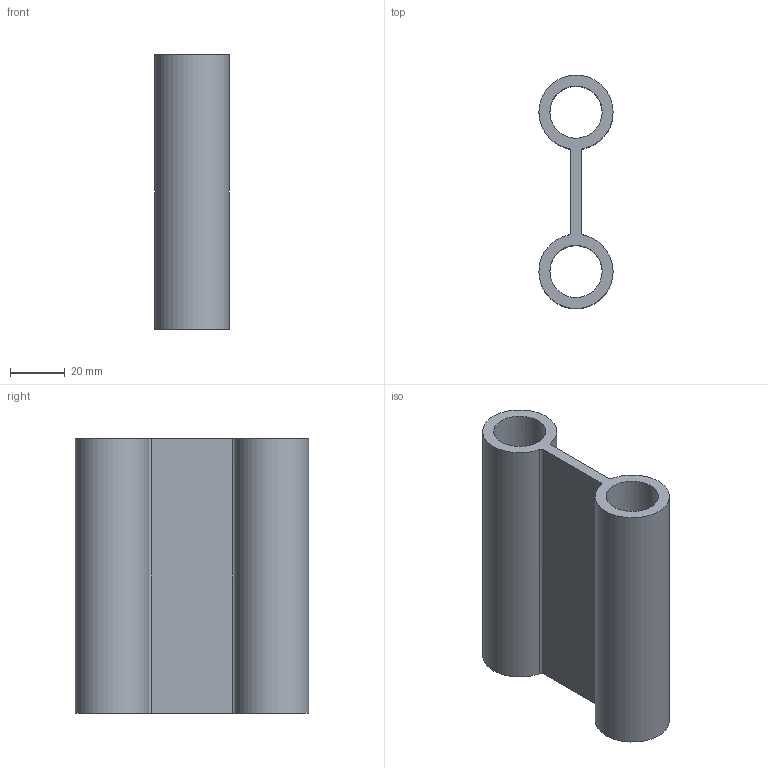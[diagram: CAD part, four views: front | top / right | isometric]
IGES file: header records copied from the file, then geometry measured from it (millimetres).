
Global section: file name: 182785; native system: Autodesk Inventor 2018; preprocessor: unknown; author: Hnátek,; organization: 11; date: 20200106.171050; units: millimetre
Bounding box: 27 x 85 x 100 mm (x, y, z)
Volume: 70463.1 mm3; surface area: 35699.2 mm2
Topology: 1 solids, 1 shells, 12 faces, 30 edges, 20 vertices
Faces by surface type: bspline 12
